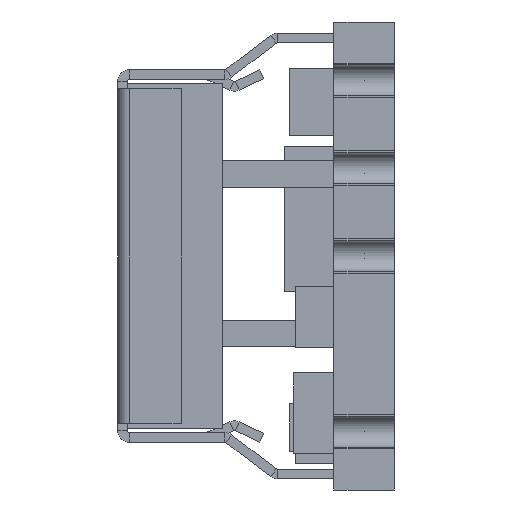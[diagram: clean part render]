
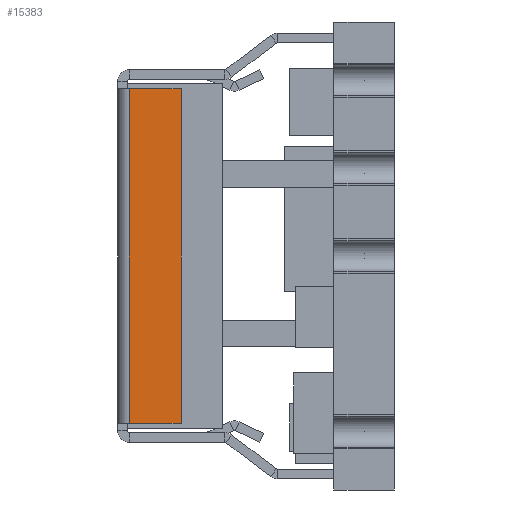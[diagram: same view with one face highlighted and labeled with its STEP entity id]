
A CAD part, left-side view. The second image highlights one B-rep face of the part: STEP entity #15383.
In plain terms, the highlighted planar face has unit normal (-1, 0, 0).
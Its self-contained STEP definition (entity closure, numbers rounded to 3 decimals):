
#100 = EDGE_CURVE ( 'NONE', #4900, #4404, #6682, .T. ) ;
#252 = VECTOR ( 'NONE', #10518, 1000. ) ;
#1215 = CARTESIAN_POINT ( 'NONE',  ( -4.85, 6.9, 0. ) ) ;
#1560 = DIRECTION ( 'NONE',  ( 0., -1., 0. ) ) ;
#1965 = CARTESIAN_POINT ( 'NONE',  ( -4.85, 6.9, -4.35 ) ) ;
#2192 = LINE ( 'NONE', #1215, #8257 ) ;
#3346 = ORIENTED_EDGE ( 'NONE', *, *, #14496, .T. ) ;
#4404 = VERTEX_POINT ( 'NONE', #8942 ) ;
#4900 = VERTEX_POINT ( 'NONE', #12232 ) ;
#5925 = ORIENTED_EDGE ( 'NONE', *, *, #100, .F. ) ;
#6642 = AXIS2_PLACEMENT_3D ( 'NONE', #12062, #17875, #1560 ) ;
#6682 = LINE ( 'NONE', #16694, #252 ) ;
#7008 = LINE ( 'NONE', #7290, #13390 ) ;
#7290 = CARTESIAN_POINT ( 'NONE',  ( -4.85, 5.55, 0. ) ) ;
#7405 = EDGE_CURVE ( 'NONE', #4404, #14320, #7008, .T. ) ;
#8066 = VERTEX_POINT ( 'NONE', #1965 ) ;
#8257 = VECTOR ( 'NONE', #14932, 1000. ) ;
#8942 = CARTESIAN_POINT ( 'NONE',  ( -4.85, 5.55, 4.35 ) ) ;
#9404 = PLANE ( 'NONE',  #6642 ) ;
#9924 = CARTESIAN_POINT ( 'NONE',  ( -4.85, 5.55, -4.35 ) ) ;
#10374 = CARTESIAN_POINT ( 'NONE',  ( -4.85, 5.55, -4.35 ) ) ;
#10436 = DIRECTION ( 'NONE',  ( 0., 0., -1. ) ) ;
#10499 = EDGE_LOOP ( 'NONE', ( #5925, #3346, #15522, #15276 ) ) ;
#10518 = DIRECTION ( 'NONE',  ( 0., -1., 0. ) ) ;
#12062 = CARTESIAN_POINT ( 'NONE',  ( -4.85, 0., 0. ) ) ;
#12232 = CARTESIAN_POINT ( 'NONE',  ( -4.85, 6.9, 4.35 ) ) ;
#12855 = DIRECTION ( 'NONE',  ( 0., -1., 0. ) ) ;
#12909 = FACE_OUTER_BOUND ( 'NONE', #10499, .T. ) ;
#13390 = VECTOR ( 'NONE', #10436, 1000. ) ;
#14320 = VERTEX_POINT ( 'NONE', #10374 ) ;
#14496 = EDGE_CURVE ( 'NONE', #4900, #8066, #2192, .T. ) ;
#14932 = DIRECTION ( 'NONE',  ( 0., 0., -1. ) ) ;
#15276 = ORIENTED_EDGE ( 'NONE', *, *, #7405, .F. ) ;
#15383 = ADVANCED_FACE ( 'NONE', ( #12909 ), #9404, .T. ) ;
#15522 = ORIENTED_EDGE ( 'NONE', *, *, #15657, .T. ) ;
#15657 = EDGE_CURVE ( 'NONE', #8066, #14320, #19034, .T. ) ;
#16694 = CARTESIAN_POINT ( 'NONE',  ( -4.85, 5.55, 4.35 ) ) ;
#17875 = DIRECTION ( 'NONE',  ( -1., 0., 0. ) ) ;
#18997 = VECTOR ( 'NONE', #12855, 1000. ) ;
#19034 = LINE ( 'NONE', #9924, #18997 ) ;
